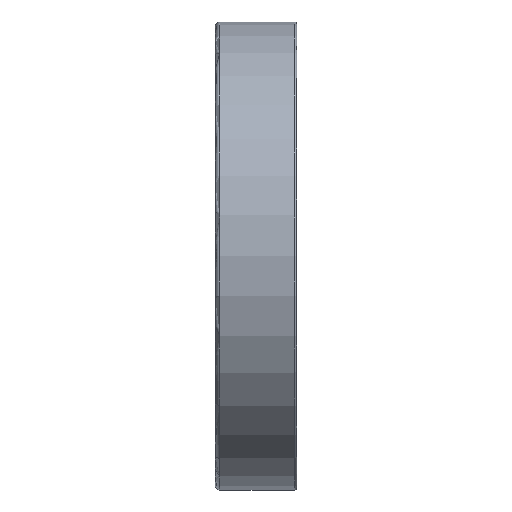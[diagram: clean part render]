
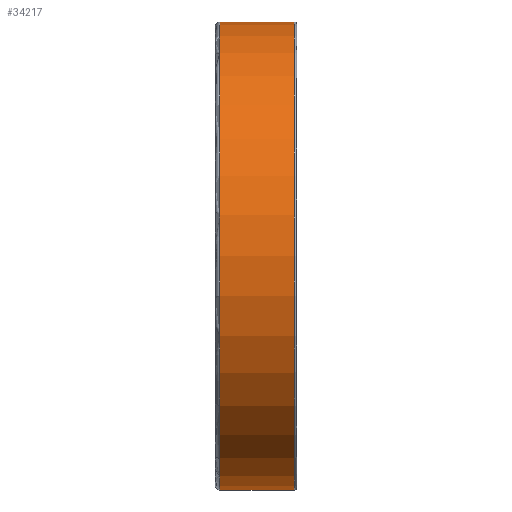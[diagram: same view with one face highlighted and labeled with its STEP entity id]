
A CAD part, top view. The second image highlights one B-rep face of the part: STEP entity #34217.
In plain terms, the highlighted cylindrical face has radius 57.5 mm (diameter 115 mm), a partial arc.
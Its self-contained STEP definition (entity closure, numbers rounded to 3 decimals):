
#24542=DIRECTION('',(-1.,0.,0.));
#24543=VECTOR('',#24542,18.3);
#24544=CARTESIAN_POINT('',(9.4,57.5,0.));
#24545=LINE('',#24544,#24543);
#24549=DIRECTION('',(-1.,0.,0.));
#24550=VECTOR('',#24549,18.3);
#24551=CARTESIAN_POINT('',(9.4,-57.5,0.));
#24552=LINE('',#24551,#24550);
#24564=CARTESIAN_POINT('',(9.4,0.,0.));
#24565=DIRECTION('',(1.,0.,0.));
#24566=DIRECTION('',(0.,1.,0.));
#24567=AXIS2_PLACEMENT_3D('',#24564,#24565,#24566);
#24572=CARTESIAN_POINT('',(-8.9,0.,0.));
#24573=DIRECTION('',(1.,0.,0.));
#24574=DIRECTION('',(0.,1.,0.));
#24575=AXIS2_PLACEMENT_3D('',#24572,#24573,#24574);
#31333=CARTESIAN_POINT('',(9.4,57.5,0.));
#31334=CARTESIAN_POINT('',(-8.9,57.5,0.));
#31335=VERTEX_POINT('',#31333);
#31336=VERTEX_POINT('',#31334);
#31345=CARTESIAN_POINT('',(9.4,-57.5,0.));
#31346=CARTESIAN_POINT('',(-8.9,-57.5,0.));
#31347=VERTEX_POINT('',#31345);
#31348=VERTEX_POINT('',#31346);
#34205=CARTESIAN_POINT('',(-11.,0.,0.));
#34206=DIRECTION('',(1.,0.,0.));
#34207=DIRECTION('',(0.,-1.,0.));
#34208=AXIS2_PLACEMENT_3D('',#34205,#34206,#34207);
#34209=CYLINDRICAL_SURFACE('',#34208,57.5);
#34210=ORIENTED_EDGE('',*,*,#34195,.F.);
#34211=ORIENTED_EDGE('',*,*,#34172,.T.);
#34212=ORIENTED_EDGE('',*,*,#34199,.T.);
#34214=ORIENTED_EDGE('',*,*,#34213,.F.);
#34215=EDGE_LOOP('',(#34210,#34211,#34212,#34214));
#34216=FACE_OUTER_BOUND('',#34215,.F.);
#24568=CIRCLE('',#24567,57.5);
#24576=CIRCLE('',#24575,57.5);
#34172=EDGE_CURVE('',#31335,#31347,#24568,.T.);
#34195=EDGE_CURVE('',#31335,#31336,#24545,.T.);
#34199=EDGE_CURVE('',#31347,#31348,#24552,.T.);
#34213=EDGE_CURVE('',#31336,#31348,#24576,.T.);
#34217=ADVANCED_FACE('',(#34216),#34209,.T.);
